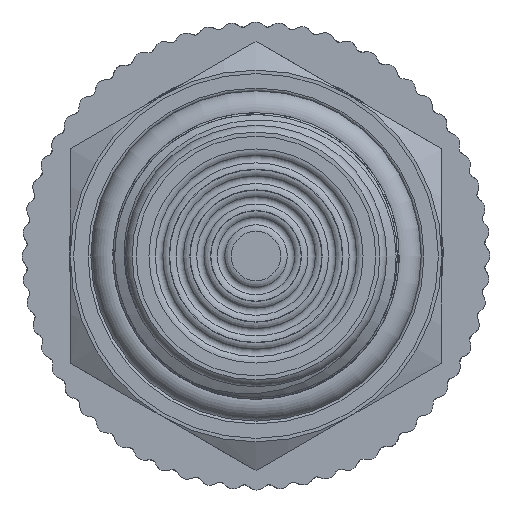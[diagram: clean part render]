
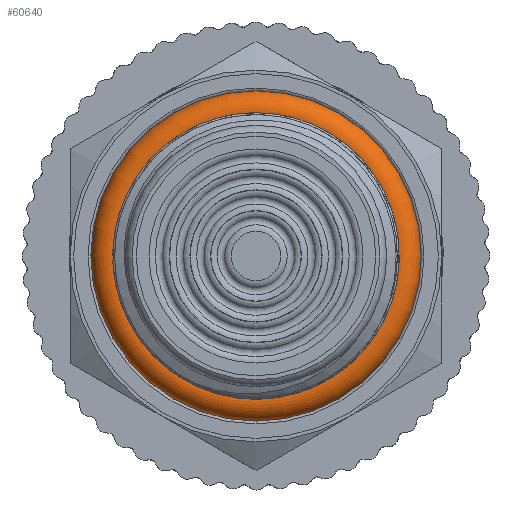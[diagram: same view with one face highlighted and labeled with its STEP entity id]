
A CAD part, left-side view. The second image highlights one B-rep face of the part: STEP entity #60640.
In plain terms, the highlighted toroidal (fillet/blend) face has major radius 10.6 mm and minor radius 1.4 mm.
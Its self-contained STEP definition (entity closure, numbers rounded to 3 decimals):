
#79=TOROIDAL_SURFACE('',#68635,10.6,1.4);
#11672=FACE_OUTER_BOUND('',#15737,.T.);
#15737=EDGE_LOOP('',(#56381,#56382,#56383,#56384));
#16622=CIRCLE('',#68636,1.4);
#16623=CIRCLE('',#68637,9.2);
#28898=VERTEX_POINT('',#135872);
#38059=EDGE_CURVE('',#28898,#28898,#16622,.T.);
#38060=EDGE_CURVE('',#28898,#28898,#16623,.T.);
#56381=ORIENTED_EDGE('',*,*,#38059,.F.);
#56382=ORIENTED_EDGE('',*,*,#38060,.T.);
#56383=ORIENTED_EDGE('',*,*,#38059,.T.);
#56384=ORIENTED_EDGE('',*,*,#38060,.F.);
#60640=ADVANCED_FACE('',(#11672),#79,.T.);
#68635=AXIS2_PLACEMENT_3D('',#135871,#86987,#86988);
#68636=AXIS2_PLACEMENT_3D('',#135873,#86989,#86990);
#68637=AXIS2_PLACEMENT_3D('',#135874,#86991,#86992);
#86987=DIRECTION('center_axis',(1.,0.,0.));
#86988=DIRECTION('ref_axis',(0.,0.,-1.));
#86989=DIRECTION('center_axis',(0.,-1.,0.));
#86990=DIRECTION('ref_axis',(0.,0.,1.));
#86991=DIRECTION('center_axis',(-1.,0.,0.));
#86992=DIRECTION('ref_axis',(0.,0.,-1.));
#135871=CARTESIAN_POINT('Origin',(20.7,0.,0.));
#135872=CARTESIAN_POINT('',(20.7,0.,9.2));
#135873=CARTESIAN_POINT('Origin',(20.7,0.,10.6));
#135874=CARTESIAN_POINT('Origin',(20.7,0.,0.));
